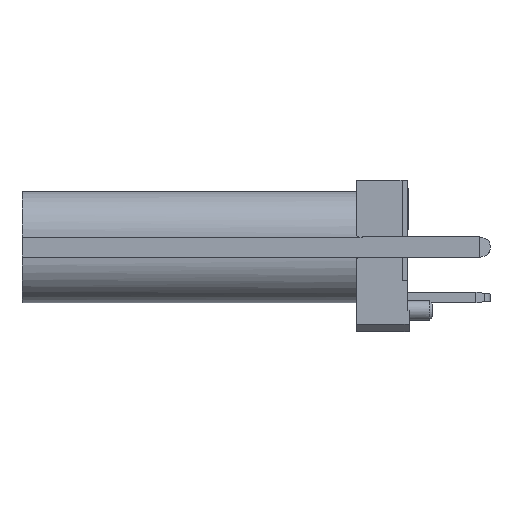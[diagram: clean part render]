
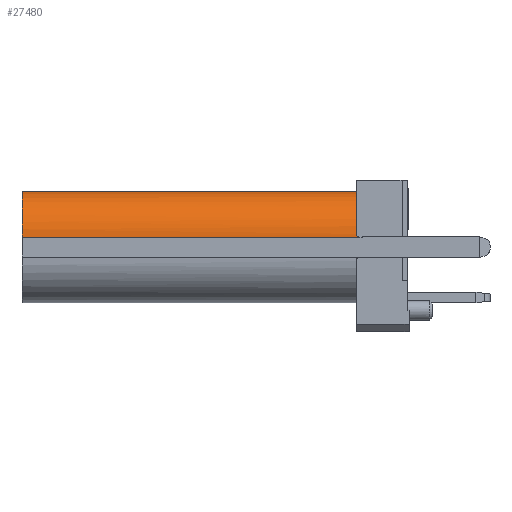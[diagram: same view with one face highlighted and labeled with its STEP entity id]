
A CAD part, left-side view. The second image highlights one B-rep face of the part: STEP entity #27480.
In plain terms, the highlighted cylindrical face has radius 1.3 mm (diameter 2.6 mm), a partial arc.
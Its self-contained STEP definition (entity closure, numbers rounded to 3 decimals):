
#122=B_SPLINE_CURVE_WITH_KNOTS('',3,(#40107,#40108,#40109,#40110),
 .UNSPECIFIED.,.F.,.F.,(4,4),(0.,0.),
 .UNSPECIFIED.);
#227=CYLINDRICAL_SURFACE('',#28831,1.3);
#473=CIRCLE('',#28832,1.3);
#474=CIRCLE('',#28833,1.3);
#5132=ORIENTED_EDGE('',*,*,#9497,.T.);
#5133=ORIENTED_EDGE('',*,*,#9498,.T.);
#5134=ORIENTED_EDGE('',*,*,#9283,.F.);
#5135=ORIENTED_EDGE('',*,*,#9499,.T.);
#5136=ORIENTED_EDGE('',*,*,#9500,.T.);
#9283=EDGE_CURVE('',#11851,#11852,#14487,.T.);
#9497=EDGE_CURVE('',#11964,#11965,#122,.T.);
#9498=EDGE_CURVE('',#11965,#11852,#473,.T.);
#9499=EDGE_CURVE('',#11851,#11966,#474,.T.);
#9500=EDGE_CURVE('',#11966,#11964,#14688,.T.);
#11851=VERTEX_POINT('',#39678);
#11852=VERTEX_POINT('',#39680);
#11964=VERTEX_POINT('',#40111);
#11965=VERTEX_POINT('',#40112);
#11966=VERTEX_POINT('',#40115);
#14487=LINE('',#39679,#17337);
#14688=LINE('',#40116,#17538);
#17337=VECTOR('',#33108,1000.);
#17538=VECTOR('',#33543,1000.);
#19096=EDGE_LOOP('',(#5132,#5133,#5134,#5135,#5136));
#20322=FACE_BOUND('',#19096,.T.);
#27480=ADVANCED_FACE('',(#20322),#227,.T.);
#28831=AXIS2_PLACEMENT_3D('',#40106,#33537,#33538);
#28832=AXIS2_PLACEMENT_3D('',#40113,#33539,#33540);
#28833=AXIS2_PLACEMENT_3D('',#40114,#33541,#33542);
#33108=DIRECTION('',(0.,1.,0.));
#33537=DIRECTION('',(0.,-1.,0.));
#33538=DIRECTION('',(0.,0.,-1.));
#33539=DIRECTION('',(0.,-1.,0.));
#33540=DIRECTION('',(0.,0.,1.));
#33541=DIRECTION('',(0.,1.,0.));
#33542=DIRECTION('',(0.,0.,-1.));
#33543=DIRECTION('',(0.,1.,0.));
#39678=CARTESIAN_POINT('',(25.17,-19.15,-8.17));
#39679=CARTESIAN_POINT('',(25.17,-14.65,-8.17));
#39680=CARTESIAN_POINT('',(25.17,-9.65,-8.17));
#40106=CARTESIAN_POINT('',(25.17,-14.65,-9.47));
#40107=CARTESIAN_POINT('',(26.47,-9.55,-9.47));
#40108=CARTESIAN_POINT('',(26.47,-9.603,-9.47));
#40109=CARTESIAN_POINT('',(26.47,-9.65,-9.423));
#40110=CARTESIAN_POINT('',(26.466,-9.65,-9.37));
#40111=CARTESIAN_POINT('',(26.47,-9.55,-9.47));
#40112=CARTESIAN_POINT('',(26.466,-9.65,-9.37));
#40113=CARTESIAN_POINT('',(25.17,-9.65,-9.47));
#40114=CARTESIAN_POINT('',(25.17,-19.15,-9.47));
#40115=CARTESIAN_POINT('',(26.47,-19.15,-9.47));
#40116=CARTESIAN_POINT('',(26.47,-14.65,-9.47));
